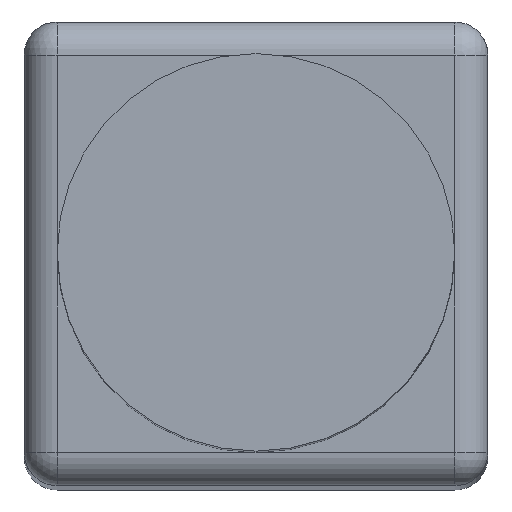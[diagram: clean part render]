
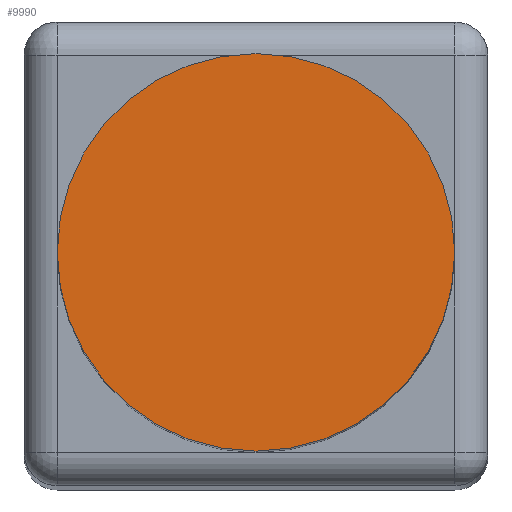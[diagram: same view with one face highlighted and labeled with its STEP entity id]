
A CAD part, top view. The second image highlights one B-rep face of the part: STEP entity #9990.
In plain terms, the highlighted face is planar.
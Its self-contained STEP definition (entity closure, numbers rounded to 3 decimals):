
#9790=CARTESIAN_POINT('',(77.555,51.048,-17.5));
#9800=DIRECTION('',(0.,0.,-1.));
#9810=DIRECTION('',(-1.,0.,0.));
#9820=AXIS2_PLACEMENT_3D('',#9790,#9800,#9810);
#9830=PLANE('',#9820);
#9840=CARTESIAN_POINT('',(78.306,51.048,-17.5));
#9850=DIRECTION('',(0.,0.,-1.));
#9860=DIRECTION('',(0.,1.,0.));
#9870=AXIS2_PLACEMENT_3D('',#9840,#9850,#9860);
#9880=CIRCLE('',#9870,1.2);
#9890=CARTESIAN_POINT('',(78.306,52.248,-17.5));
#9900=VERTEX_POINT('',#9890);
#9910=CARTESIAN_POINT('',(78.306,49.848,-17.5));
#9920=VERTEX_POINT('',#9910);
#9930=EDGE_CURVE('',#9900,#9920,#9880,.T.);
#9940=ORIENTED_EDGE('',*,*,#9930,.T.);
#9950=EDGE_CURVE('',#9920,#9900,#9880,.T.);
#9960=ORIENTED_EDGE('',*,*,#9950,.T.);
#9970=EDGE_LOOP('',(#9960,#9940));
#9980=FACE_OUTER_BOUND('',#9970,.T.);
#9990=ADVANCED_FACE('',(#9980),#9830,.T.);
